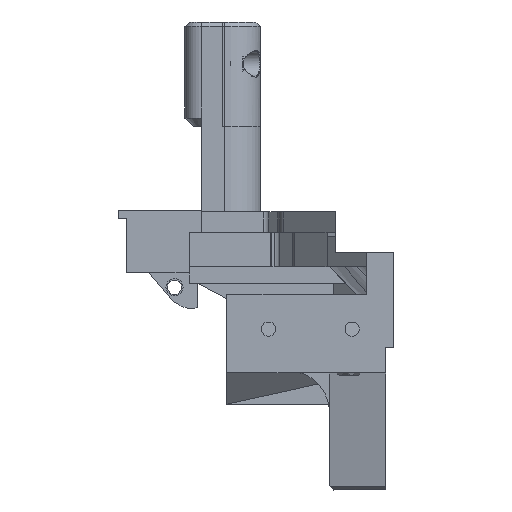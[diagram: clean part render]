
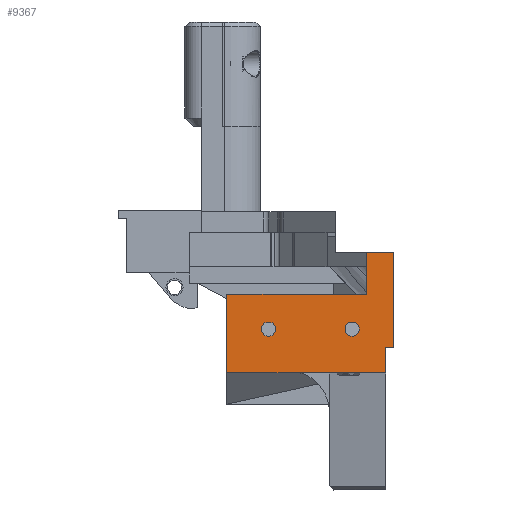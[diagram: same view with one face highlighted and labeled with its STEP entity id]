
A CAD part, left-side view. The second image highlights one B-rep face of the part: STEP entity #9367.
In plain terms, the highlighted planar face has unit normal (-1, 0, 0).
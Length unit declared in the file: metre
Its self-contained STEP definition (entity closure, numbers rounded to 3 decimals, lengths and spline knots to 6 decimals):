
#361=LINE('',#14585,#1365);
#623=LINE('',#15533,#1627);
#629=LINE('',#15562,#1633);
#631=LINE('',#15573,#1635);
#638=LINE('',#15613,#1642);
#639=LINE('',#15615,#1643);
#640=LINE('',#15617,#1644);
#641=LINE('',#15619,#1645);
#1365=VECTOR('',#11223,1.);
#1627=VECTOR('',#11779,1.);
#1633=VECTOR('',#11787,1.);
#1635=VECTOR('',#11799,1.);
#1642=VECTOR('',#11842,1.);
#1643=VECTOR('',#11843,1.);
#1644=VECTOR('',#11844,1.);
#1645=VECTOR('',#11845,1.);
#2440=PLANE('',#10428);
#3581=ORIENTED_EDGE('',*,*,#5927,.T.);
#3582=ORIENTED_EDGE('',*,*,#5928,.F.);
#3583=ORIENTED_EDGE('',*,*,#5929,.T.);
#3584=ORIENTED_EDGE('',*,*,#5930,.T.);
#3585=ORIENTED_EDGE('',*,*,#5567,.F.);
#3586=ORIENTED_EDGE('',*,*,#5909,.T.);
#3587=ORIENTED_EDGE('',*,*,#5894,.T.);
#3588=ORIENTED_EDGE('',*,*,#5903,.T.);
#3589=ORIENTED_EDGE('',*,*,#5931,.F.);
#3590=ORIENTED_EDGE('',*,*,#5932,.F.);
#5567=EDGE_CURVE('',#6863,#6864,#361,.T.);
#5894=EDGE_CURVE('',#7097,#7096,#623,.T.);
#5903=EDGE_CURVE('',#7096,#7103,#629,.T.);
#5909=EDGE_CURVE('',#6863,#7097,#631,.T.);
#5927=EDGE_CURVE('',#7103,#7123,#638,.T.);
#5928=EDGE_CURVE('',#7124,#7123,#639,.T.);
#5929=EDGE_CURVE('',#7124,#7125,#640,.T.);
#5930=EDGE_CURVE('',#7125,#6864,#641,.T.);
#5931=EDGE_CURVE('',#7126,#7126,#7739,.T.);
#5932=EDGE_CURVE('',#7127,#7127,#7740,.T.);
#6863=VERTEX_POINT('',#14584);
#6864=VERTEX_POINT('',#14586);
#7096=VERTEX_POINT('',#15532);
#7097=VERTEX_POINT('',#15534);
#7103=VERTEX_POINT('',#15561);
#7123=VERTEX_POINT('',#15614);
#7124=VERTEX_POINT('',#15616);
#7125=VERTEX_POINT('',#15618);
#7126=VERTEX_POINT('',#15621);
#7127=VERTEX_POINT('',#15623);
#7739=CIRCLE('',#10429,0.0017);
#7740=CIRCLE('',#10430,0.0017);
#8108=EDGE_LOOP('',(#3581,#3582,#3583,#3584,#3585,#3586,#3587,#3588));
#8109=EDGE_LOOP('',(#3589));
#8110=EDGE_LOOP('',(#3590));
#8719=FACE_BOUND('',#8108,.T.);
#8720=FACE_BOUND('',#8109,.T.);
#8721=FACE_BOUND('',#8110,.T.);
#9367=ADVANCED_FACE('',(#8719,#8720,#8721),#2440,.F.);
#10428=AXIS2_PLACEMENT_3D('',#15612,#11840,#11841);
#10429=AXIS2_PLACEMENT_3D('',#15620,#11846,#11847);
#10430=AXIS2_PLACEMENT_3D('',#15622,#11848,#11849);
#11223=DIRECTION('',(0.,1.,0.));
#11779=DIRECTION('',(0.,-1.,0.));
#11787=DIRECTION('',(0.,0.,1.));
#11799=DIRECTION('',(0.,0.,1.));
#11840=DIRECTION('',(1.,0.,0.));
#11841=DIRECTION('',(0.,1.,0.));
#11842=DIRECTION('',(0.,1.,0.));
#11843=DIRECTION('',(0.,0.,1.));
#11844=DIRECTION('',(0.,1.,0.));
#11845=DIRECTION('',(0.,0.,-1.));
#11846=DIRECTION('',(-1.,0.,0.));
#11847=DIRECTION('',(0.,0.,1.));
#11848=DIRECTION('',(-1.,0.,0.));
#11849=DIRECTION('',(0.,0.,1.));
#14584=CARTESIAN_POINT('',(-0.1836,0.241,-0.049));
#14585=CARTESIAN_POINT('',(-0.1836,0.24025,-0.049));
#14586=CARTESIAN_POINT('',(-0.1836,0.279,-0.049));
#15532=CARTESIAN_POINT('',(-0.1836,0.239,-0.043));
#15533=CARTESIAN_POINT('',(-0.1836,0.272,-0.043));
#15534=CARTESIAN_POINT('',(-0.1836,0.241,-0.043));
#15561=CARTESIAN_POINT('',(-0.1836,0.239,-0.0201));
#15562=CARTESIAN_POINT('',(-0.1836,0.239,-0.0325));
#15573=CARTESIAN_POINT('',(-0.1836,0.241,-0.028));
#15612=CARTESIAN_POINT('',(-0.1836,0.272,-0.028));
#15613=CARTESIAN_POINT('',(-0.1836,0.272,-0.0201));
#15614=CARTESIAN_POINT('',(-0.1836,0.2455,-0.0201));
#15615=CARTESIAN_POINT('',(-0.1836,0.2455,-0.028));
#15616=CARTESIAN_POINT('',(-0.1836,0.2455,-0.0302));
#15617=CARTESIAN_POINT('',(-0.1836,0.272,-0.0302));
#15618=CARTESIAN_POINT('',(-0.1836,0.279,-0.0302));
#15619=CARTESIAN_POINT('',(-0.1836,0.279,-0.028));
#15620=CARTESIAN_POINT('',(-0.1836,0.269,-0.0385));
#15621=CARTESIAN_POINT('',(-0.1836,0.269,-0.0368));
#15622=CARTESIAN_POINT('',(-0.1836,0.249,-0.0385));
#15623=CARTESIAN_POINT('',(-0.1836,0.249,-0.0368));
